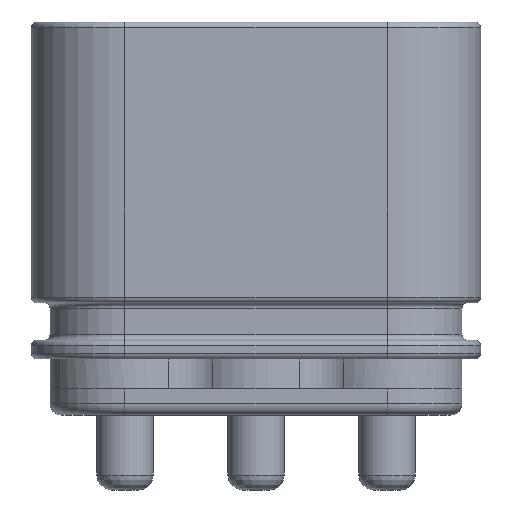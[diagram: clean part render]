
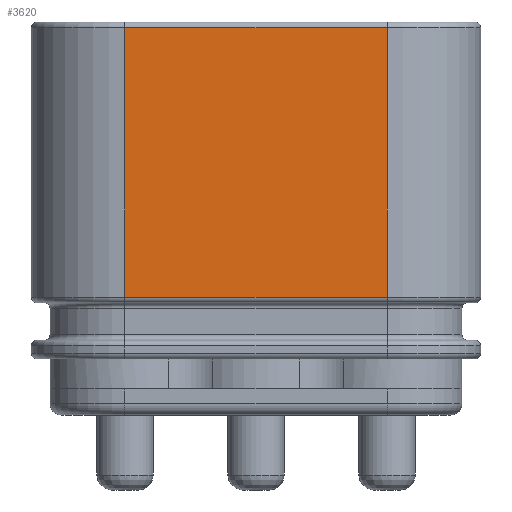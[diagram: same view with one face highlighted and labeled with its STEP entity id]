
A CAD part, front view. The second image highlights one B-rep face of the part: STEP entity #3620.
In plain terms, the highlighted planar face has unit normal (0, -1, 0).
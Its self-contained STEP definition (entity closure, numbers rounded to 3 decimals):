
#2497 = CYLINDRICAL_SURFACE('',#2498,0.15);
#2498 = AXIS2_PLACEMENT_3D('',#2499,#2500,#2501);
#2499 = CARTESIAN_POINT('',(3.5,-2.35,7.35));
#2500 = DIRECTION('',(-1.,0.,0.));
#2501 = DIRECTION('',(0.,0.,1.));
#3165 = VERTEX_POINT('',#3166);
#3166 = CARTESIAN_POINT('',(-3.5,-2.5,7.35));
#3203 = CYLINDRICAL_SURFACE('',#3204,2.5);
#3204 = AXIS2_PLACEMENT_3D('',#3205,#3206,#3207);
#3205 = CARTESIAN_POINT('',(-3.5,0.,0.));
#3206 = DIRECTION('',(0.,0.,-1.));
#3207 = DIRECTION('',(1.,0.,0.));
#3221 = VERTEX_POINT('',#3222);
#3222 = CARTESIAN_POINT('',(3.5,-2.5,7.35));
#3257 = CYLINDRICAL_SURFACE('',#3258,2.5);
#3258 = AXIS2_PLACEMENT_3D('',#3259,#3260,#3261);
#3259 = CARTESIAN_POINT('',(3.5,0.,0.));
#3260 = DIRECTION('',(0.,0.,-1.));
#3261 = DIRECTION('',(1.,0.,0.));
#3273 = EDGE_CURVE('',#3221,#3165,#3274,.T.);
#3274 = SURFACE_CURVE('',#3275,(#3279,#3286),.PCURVE_S1.);
#3275 = LINE('',#3276,#3277);
#3276 = CARTESIAN_POINT('',(3.5,-2.5,7.35));
#3277 = VECTOR('',#3278,1.);
#3278 = DIRECTION('',(-1.,0.,0.));
#3279 = PCURVE('',#2497,#3280);
#3280 = DEFINITIONAL_REPRESENTATION('',(#3281),#3285);
#3281 = LINE('',#3282,#3283);
#3282 = CARTESIAN_POINT('',(-1.571,0.));
#3283 = VECTOR('',#3284,1.);
#3284 = DIRECTION('',(0.,1.));
#3285 = ( GEOMETRIC_REPRESENTATION_CONTEXT(2) 
PARAMETRIC_REPRESENTATION_CONTEXT() REPRESENTATION_CONTEXT('2D SPACE',''
  ) );
#3286 = PCURVE('',#3287,#3292);
#3287 = PLANE('',#3288);
#3288 = AXIS2_PLACEMENT_3D('',#3289,#3290,#3291);
#3289 = CARTESIAN_POINT('',(-3.5,-2.5,0.));
#3290 = DIRECTION('',(0.,1.,0.));
#3291 = DIRECTION('',(1.,0.,0.));
#3292 = DEFINITIONAL_REPRESENTATION('',(#3293),#3297);
#3293 = LINE('',#3294,#3295);
#3294 = CARTESIAN_POINT('',(7.,-7.35));
#3295 = VECTOR('',#3296,1.);
#3296 = DIRECTION('',(-1.,0.));
#3297 = ( GEOMETRIC_REPRESENTATION_CONTEXT(2) 
PARAMETRIC_REPRESENTATION_CONTEXT() REPRESENTATION_CONTEXT('2D SPACE',''
  ) );
#3516 = EDGE_CURVE('',#3517,#3165,#3519,.T.);
#3517 = VERTEX_POINT('',#3518);
#3518 = CARTESIAN_POINT('',(-3.5,-2.5,0.15));
#3519 = SURFACE_CURVE('',#3520,(#3524,#3531),.PCURVE_S1.);
#3520 = LINE('',#3521,#3522);
#3521 = CARTESIAN_POINT('',(-3.5,-2.5,0.));
#3522 = VECTOR('',#3523,1.);
#3523 = DIRECTION('',(0.,0.,1.));
#3524 = PCURVE('',#3203,#3525);
#3525 = DEFINITIONAL_REPRESENTATION('',(#3526),#3530);
#3526 = LINE('',#3527,#3528);
#3527 = CARTESIAN_POINT('',(-4.712,0.));
#3528 = VECTOR('',#3529,1.);
#3529 = DIRECTION('',(0.,-1.));
#3530 = ( GEOMETRIC_REPRESENTATION_CONTEXT(2) 
PARAMETRIC_REPRESENTATION_CONTEXT() REPRESENTATION_CONTEXT('2D SPACE',''
  ) );
#3531 = PCURVE('',#3287,#3532);
#3532 = DEFINITIONAL_REPRESENTATION('',(#3533),#3537);
#3533 = LINE('',#3534,#3535);
#3534 = CARTESIAN_POINT('',(0.,0.));
#3535 = VECTOR('',#3536,1.);
#3536 = DIRECTION('',(0.,-1.));
#3537 = ( GEOMETRIC_REPRESENTATION_CONTEXT(2) 
PARAMETRIC_REPRESENTATION_CONTEXT() REPRESENTATION_CONTEXT('2D SPACE',''
  ) );
#3569 = EDGE_CURVE('',#3570,#3221,#3572,.T.);
#3570 = VERTEX_POINT('',#3571);
#3571 = CARTESIAN_POINT('',(3.5,-2.5,0.15));
#3572 = SURFACE_CURVE('',#3573,(#3577,#3584),.PCURVE_S1.);
#3573 = LINE('',#3574,#3575);
#3574 = CARTESIAN_POINT('',(3.5,-2.5,0.));
#3575 = VECTOR('',#3576,1.);
#3576 = DIRECTION('',(0.,0.,1.));
#3577 = PCURVE('',#3257,#3578);
#3578 = DEFINITIONAL_REPRESENTATION('',(#3579),#3583);
#3579 = LINE('',#3580,#3581);
#3580 = CARTESIAN_POINT('',(-4.712,0.));
#3581 = VECTOR('',#3582,1.);
#3582 = DIRECTION('',(0.,-1.));
#3583 = ( GEOMETRIC_REPRESENTATION_CONTEXT(2) 
PARAMETRIC_REPRESENTATION_CONTEXT() REPRESENTATION_CONTEXT('2D SPACE',''
  ) );
#3584 = PCURVE('',#3287,#3585);
#3585 = DEFINITIONAL_REPRESENTATION('',(#3586),#3590);
#3586 = LINE('',#3587,#3588);
#3587 = CARTESIAN_POINT('',(7.,0.));
#3588 = VECTOR('',#3589,1.);
#3589 = DIRECTION('',(0.,-1.));
#3590 = ( GEOMETRIC_REPRESENTATION_CONTEXT(2) 
PARAMETRIC_REPRESENTATION_CONTEXT() REPRESENTATION_CONTEXT('2D SPACE',''
  ) );
#3620 = ADVANCED_FACE('',(#3621),#3287,.F.);
#3621 = FACE_BOUND('',#3622,.F.);
#3622 = EDGE_LOOP('',(#3623,#3624,#3625,#3626));
#3623 = ORIENTED_EDGE('',*,*,#3516,.T.);
#3624 = ORIENTED_EDGE('',*,*,#3273,.F.);
#3625 = ORIENTED_EDGE('',*,*,#3569,.F.);
#3626 = ORIENTED_EDGE('',*,*,#3627,.F.);
#3627 = EDGE_CURVE('',#3517,#3570,#3628,.T.);
#3628 = SURFACE_CURVE('',#3629,(#3633,#3640),.PCURVE_S1.);
#3629 = LINE('',#3630,#3631);
#3630 = CARTESIAN_POINT('',(-3.5,-2.5,0.15));
#3631 = VECTOR('',#3632,1.);
#3632 = DIRECTION('',(1.,0.,0.));
#3633 = PCURVE('',#3287,#3634);
#3634 = DEFINITIONAL_REPRESENTATION('',(#3635),#3639);
#3635 = LINE('',#3636,#3637);
#3636 = CARTESIAN_POINT('',(0.,-0.15));
#3637 = VECTOR('',#3638,1.);
#3638 = DIRECTION('',(1.,0.));
#3639 = ( GEOMETRIC_REPRESENTATION_CONTEXT(2) 
PARAMETRIC_REPRESENTATION_CONTEXT() REPRESENTATION_CONTEXT('2D SPACE',''
  ) );
#3640 = PCURVE('',#3641,#3646);
#3641 = CYLINDRICAL_SURFACE('',#3642,0.15);
#3642 = AXIS2_PLACEMENT_3D('',#3643,#3644,#3645);
#3643 = CARTESIAN_POINT('',(-3.5,-2.35,0.15));
#3644 = DIRECTION('',(1.,0.,0.));
#3645 = DIRECTION('',(0.,0.,-1.));
#3646 = DEFINITIONAL_REPRESENTATION('',(#3647),#3651);
#3647 = LINE('',#3648,#3649);
#3648 = CARTESIAN_POINT('',(-1.571,0.));
#3649 = VECTOR('',#3650,1.);
#3650 = DIRECTION('',(0.,1.));
#3651 = ( GEOMETRIC_REPRESENTATION_CONTEXT(2) 
PARAMETRIC_REPRESENTATION_CONTEXT() REPRESENTATION_CONTEXT('2D SPACE',''
  ) );
